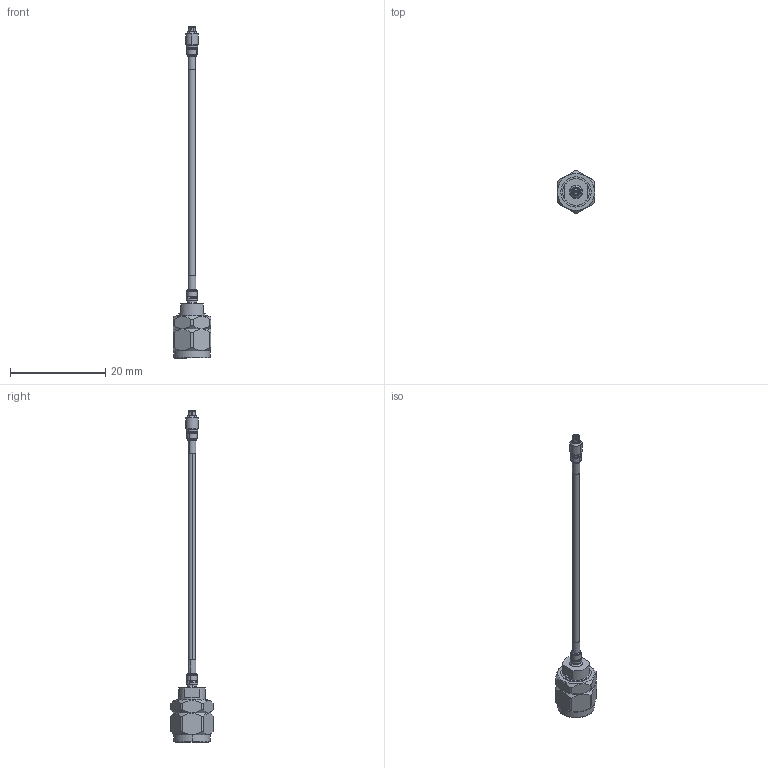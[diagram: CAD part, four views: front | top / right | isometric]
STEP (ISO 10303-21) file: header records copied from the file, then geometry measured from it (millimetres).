
FILE_DESCRIPTION (( 'STEP AP214' ), '1' );
FILE_NAME ('FMCA9953_3D.step', '2023-09-25T22:13:06', ( '' ), ( '' ), 'SwSTEP 2.0', 'SolidWorks 2022', '' );
FILE_SCHEMA (( 'AUTOMOTIVE_DESIGN' ));
Length unit declared in the file: inch
Products named in the file (5): Copy of PE45893^FMCA9953; Copy of PE45411^FMCA9953; Copy of 047_HeatShrink^FMCA9953; Copy of PE-P047 Cable New^FMCA9953; FMCA9953_3D
Assembly tree (5 placements, depth 2):
  FMCA9953_3D
    Copy of PE-P047 Cable New^FMCA9953
    Copy of PE45893^FMCA9953
    Copy of PE45411^FMCA9953
    Copy of 047_HeatShrink^FMCA9953  x2
Bounding box: 7.92 x 8.88 x 69.8 mm (x, y, z)
Volume: 513.6 mm3; surface area: 1009.8 mm2
Topology: 7 solids, 7 shells, 268 faces, 654 edges, 416 vertices
Faces by surface type: cylinder 104, plane 87, cone 40, torus 34, bspline 3
Entity records: 9375 total; most frequent: CARTESIAN_POINT 3138, DIRECTION 1287, ORIENTED_EDGE 1228, EDGE_CURVE 614, AXIS2_PLACEMENT_3D 529, VERTEX_POINT 396, EDGE_LOOP 278, CIRCLE 276
